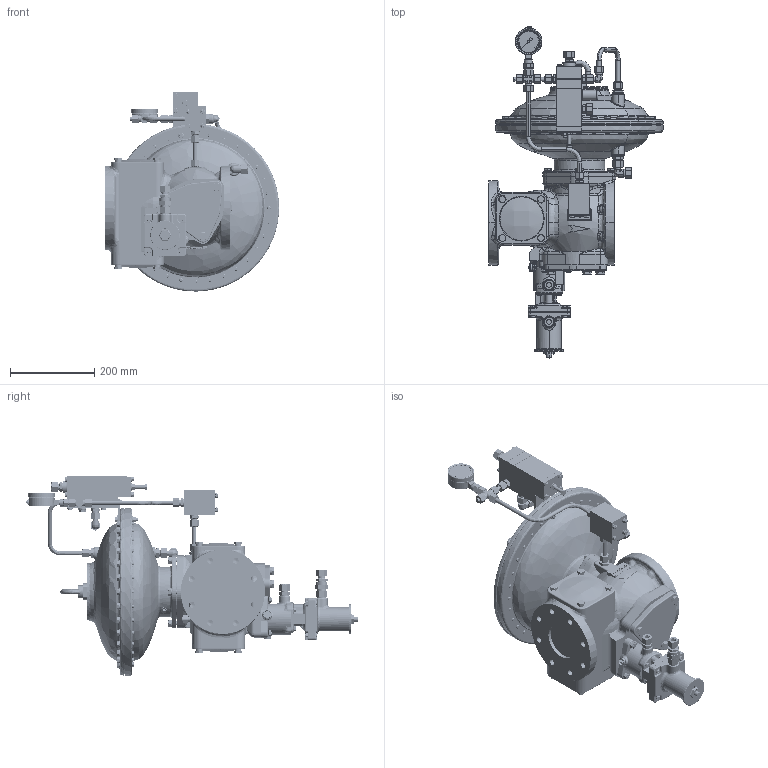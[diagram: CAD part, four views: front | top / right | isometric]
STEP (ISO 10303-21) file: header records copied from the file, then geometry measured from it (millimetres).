
FILE_DESCRIPTION (( 'STEP AP214' ), '1' );
FILE_NAME ('MB_3D_HON372__80_RE2_K1a-K2a_3_HON650.STEP', '2017-03-15T13:45:26', ( '' ), ( '' ), 'SwSTEP 2.0', 'SolidWorks 2015', '' );
FILE_SCHEMA (( 'AUTOMOTIVE_DESIGN' ));
Length unit declared in the file: millimetre
Products named in the file (1): MB_3D_HON372__80_RE2_K1a-K2a_3_HON650
Bounding box: 414 x 788.26 x 473.14 mm (x, y, z)
Volume: 23851416.5 mm3; surface area: 1056235.8 mm2
Topology: 1 solids, 1 shells, 4914 faces, 11823 edges, 7187 vertices
Faces by surface type: plane 2018, cone 1183, cylinder 1004, bspline 699, torus 10
Entity records: 232534 total; most frequent: CARTESIAN_POINT 74522, ORIENTED_EDGE 23500, DIRECTION 20679, EDGE_CURVE 11750, AXIS2_PLACEMENT_3D 8131, VERTEX_POINT 7185, EDGE_LOOP 5309, ADVANCED_FACE 4914
